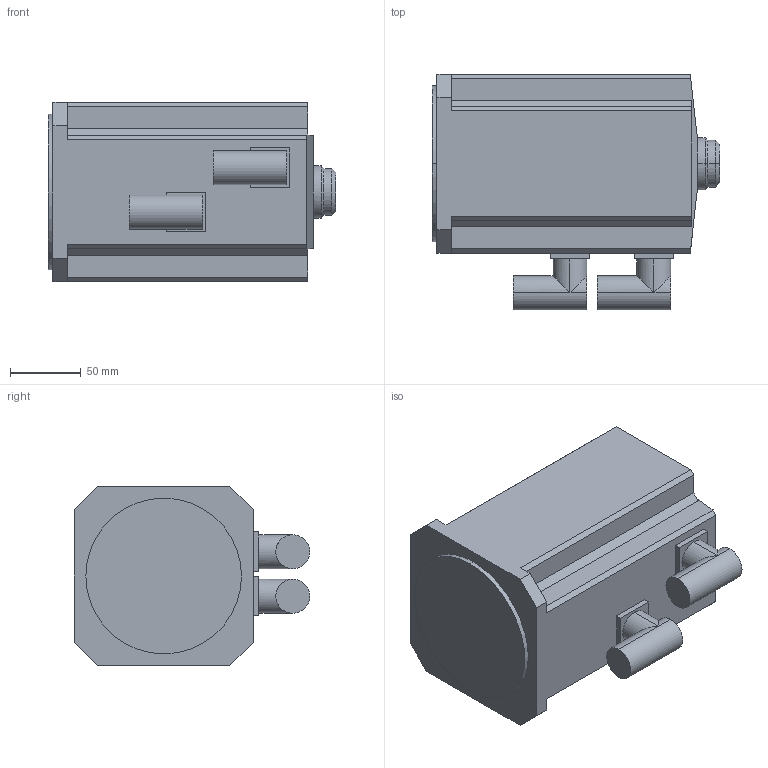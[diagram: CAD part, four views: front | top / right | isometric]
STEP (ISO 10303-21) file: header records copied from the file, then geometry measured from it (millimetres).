
FILE_DESCRIPTION (( 'STEP AP203' ), '1' );
FILE_NAME ('ROBOT_MOTOR_1006_Predeterminado_sldprt.STEP', '2024-05-17T22:38:09', ( '' ), ( '' ), 'SwSTEP 2.0', 'SolidWorks 2021', '' );
FILE_SCHEMA (( 'CONFIG_CONTROL_DESIGN' ));
Length unit declared in the file: millimetre
Products named in the file (1): ROBOT_MOTOR_1006_Predeterminado_sldprt
Bounding box: 203.5 x 166.5 x 126.5 mm (x, y, z)
Volume: 2652394.1 mm3; surface area: 131468.3 mm2
Topology: 1 solids, 1 shells, 77 faces, 190 edges, 120 vertices
Faces by surface type: plane 55, cylinder 18, cone 4
Entity records: 2313 total; most frequent: CARTESIAN_POINT 406, ORIENTED_EDGE 380, DIRECTION 372, EDGE_CURVE 190, VECTOR 152, LINE 152, VERTEX_POINT 120, AXIS2_PLACEMENT_3D 110
